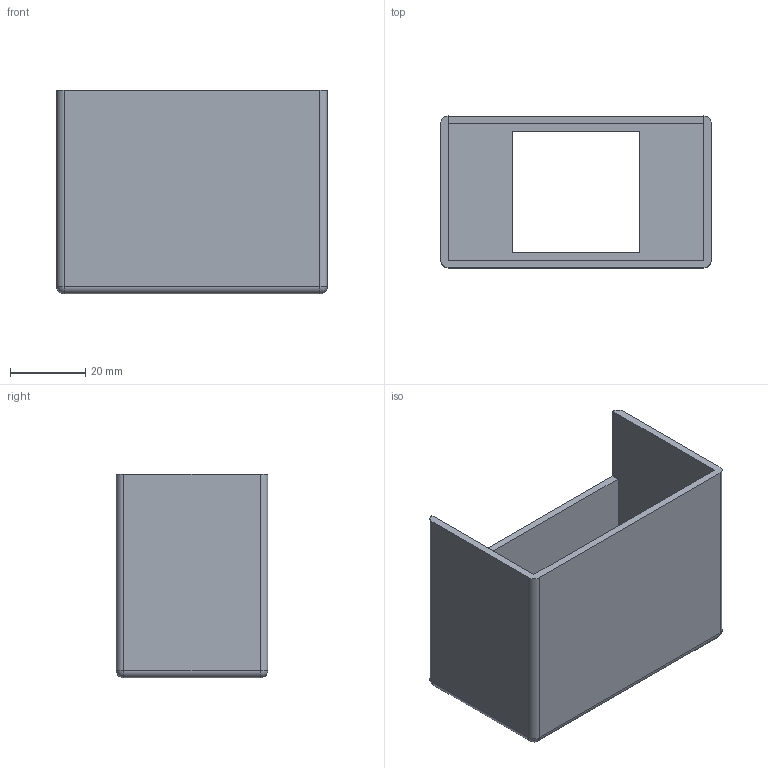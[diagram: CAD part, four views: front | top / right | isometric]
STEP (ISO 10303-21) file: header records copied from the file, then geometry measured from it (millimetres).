
FILE_DESCRIPTION(('FreeCAD Model'),'2;1');
FILE_NAME('Open CASCADE Shape Model','2024-11-09T15:39:52',('Author'),( ''),'Open CASCADE STEP processor 7.7','FreeCAD','Unknown');
FILE_SCHEMA(('AUTOMOTIVE_DESIGN { 1 0 10303 214 1 1 1 1 }'));
Length unit declared in the file: millimetre
Products named in the file (1): CoverExtensionPad
Bounding box: 71.8 x 40.25 x 54 mm (x, y, z)
Volume: 22854.2 mm3; surface area: 23639.5 mm2
Topology: 1 solids, 1 shells, 28 faces, 64 edges, 38 vertices
Faces by surface type: plane 16, cylinder 8, sphere 4
Entity records: 798 total; most frequent: DIRECTION 138, CARTESIAN_POINT 131, ORIENTED_EDGE 128, EDGE_CURVE 64, LINE 48, VECTOR 48, AXIS2_PLACEMENT_3D 45, VERTEX_POINT 38
